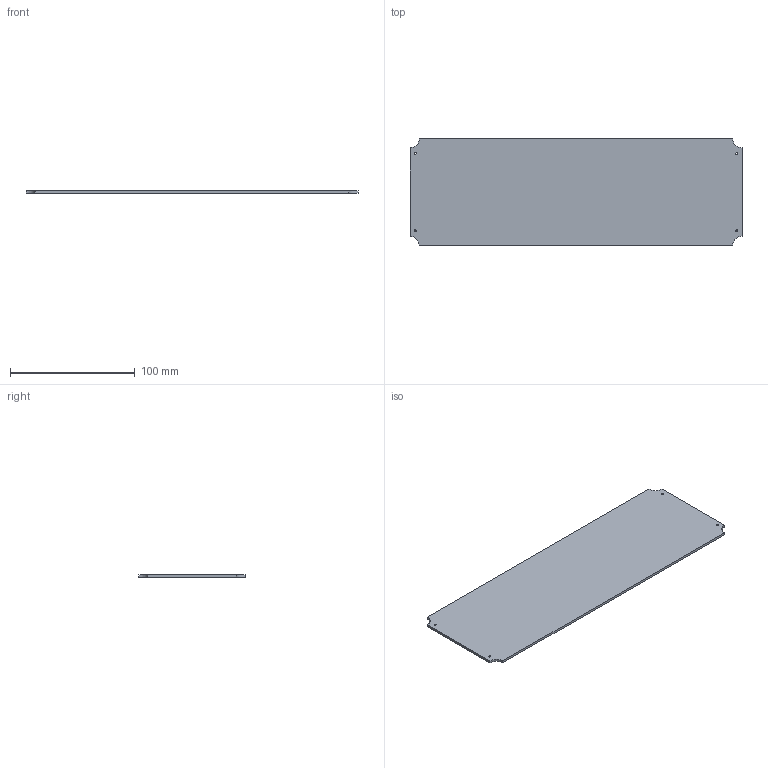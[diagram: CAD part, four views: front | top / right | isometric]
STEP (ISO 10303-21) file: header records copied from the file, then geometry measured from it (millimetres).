
FILE_DESCRIPTION(/* description */ (''),/* implementation_level */ '2;1');
FILE_NAME(/* name */ 'weight_99.step',/* time_stamp */ '2022-09-06T15:01:01+08:00',/* author */ (''),/* organization */ (''),/* preprocessor_version */ 'ST-DEVELOPER v19',/* originating_system */ 'Autodesk Translation Framework v11.7.0.108',/* authorisation */ '');
FILE_SCHEMA (('AUTOMOTIVE_DESIGN { 1 0 10303 214 3 1 1 }'));
Length unit declared in the file: millimetre
Products named in the file (1): weight_jason_name v3
Bounding box: 265.72 x 85.61 x 1.98 mm (x, y, z)
Volume: 44671 mm3; surface area: 46557.6 mm2
Topology: 1 solids, 1 shells, 160 faces, 437 edges, 290 vertices
Faces by surface type: bspline 110, plane 38, cylinder 8, cone 4
Full cylindrical faces by diameter (mm): 1.607 x4
Entity records: 6125 total; most frequent: CARTESIAN_POINT 2758, ORIENTED_EDGE 874, EDGE_CURVE 437, DIRECTION 339, VERTEX_POINT 290, B_SPLINE_CURVE_WITH_KNOTS 220, LINE 197, VECTOR 197
